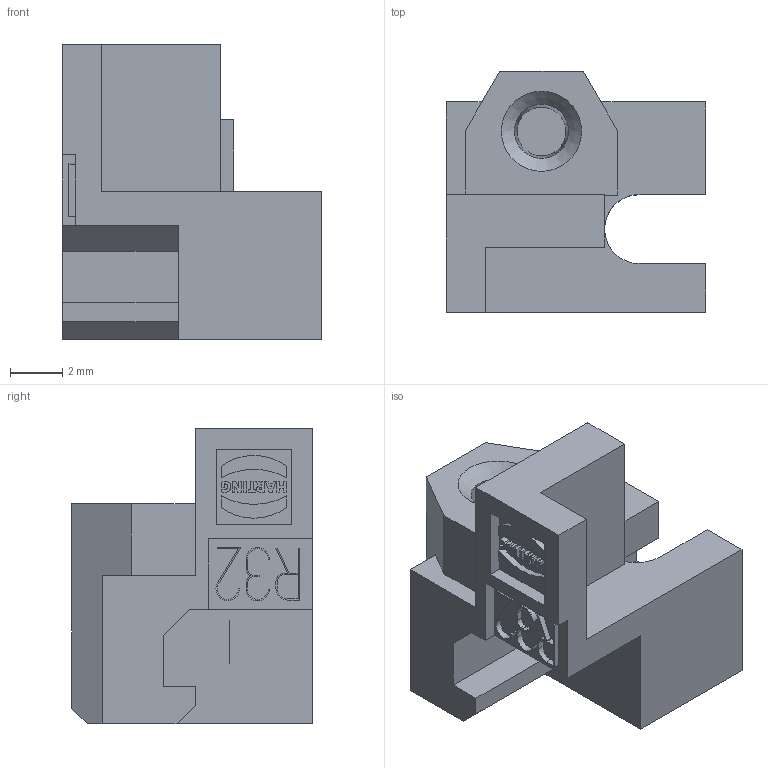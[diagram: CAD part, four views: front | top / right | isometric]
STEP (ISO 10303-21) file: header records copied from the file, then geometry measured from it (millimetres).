
FILE_DESCRIPTION(/* description */ (''),/* implementation_level */ '2;1');
FILE_NAME(/* name */ '100124802ugm000_b.stp',/* time_stamp */ '2015-06-25T09:36:23+02:00',/* author */ (''),/* organization */ (''),/* preprocessor_version */ 'ST-DEVELOPER v15',/* originating_system */ 'SIEMENS PLM Software NX 8.5',/* authorisation */ '');
FILE_SCHEMA (('AUTOMOTIVE_DESIGN { 1 0 10303 214 3 1 1 1 }'));
Length unit declared in the file: millimetre
Products named in the file (1): 100124802ugm000_b
Bounding box: 9.95 x 9.25 x 11.35 mm (x, y, z)
Volume: 427.5 mm3; surface area: 645 mm2
Topology: 1 solids, 1 shells, 186 faces, 498 edges, 332 vertices
Faces by surface type: plane 157, cylinder 27, cone 2
Entity records: 5770 total; most frequent: CARTESIAN_POINT 1021, ORIENTED_EDGE 992, DIRECTION 926, EDGE_CURVE 496, LINE 436, VECTOR 436, VERTEX_POINT 331, AXIS2_PLACEMENT_3D 245
